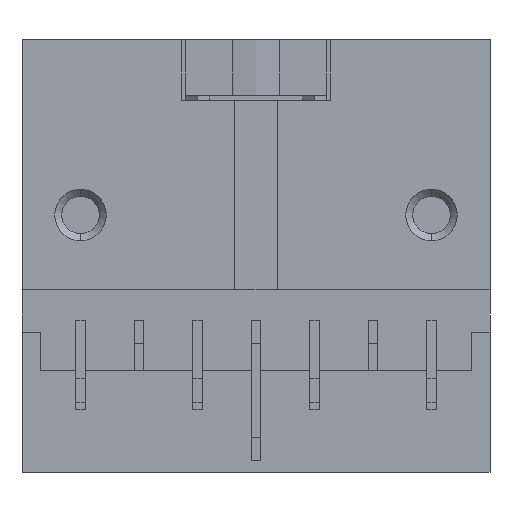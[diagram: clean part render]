
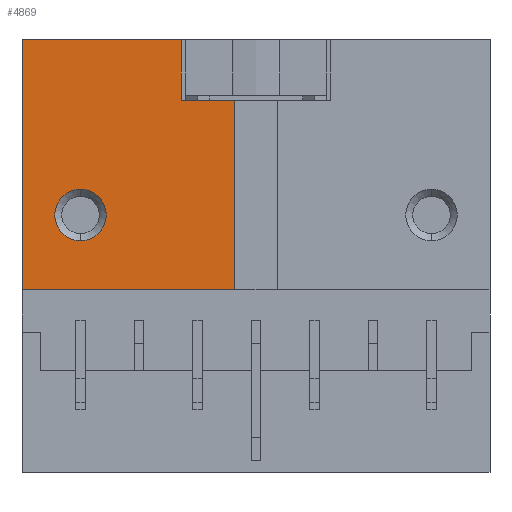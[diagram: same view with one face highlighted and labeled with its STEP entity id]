
A CAD part, front view. The second image highlights one B-rep face of the part: STEP entity #4869.
In plain terms, the highlighted planar face has unit normal (0, -1, 0).
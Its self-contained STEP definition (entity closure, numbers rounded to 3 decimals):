
#145 = CARTESIAN_POINT ( 'NONE',  ( -0.9, 0., 4.9 ) ) ;
#203 = DIRECTION ( 'NONE',  ( 0., -1., 0. ) ) ;
#307 = DIRECTION ( 'NONE',  ( 1., 0., 0. ) ) ;
#438 = VECTOR ( 'NONE', #307, 1000. ) ;
#468 = DIRECTION ( 'NONE',  ( 0., 0., -1. ) ) ;
#508 = EDGE_LOOP ( 'NONE', ( #545, #5488, #3577, #731, #5768, #8614 ) ) ;
#545 = ORIENTED_EDGE ( 'NONE', *, *, #5453, .T. ) ;
#587 = DIRECTION ( 'NONE',  ( 0., 0., 1. ) ) ;
#731 = ORIENTED_EDGE ( 'NONE', *, *, #6443, .F. ) ;
#902 = CARTESIAN_POINT ( 'NONE',  ( 0., 0., 4.9 ) ) ;
#905 = CARTESIAN_POINT ( 'NONE',  ( -10., 0., -3.2 ) ) ;
#1108 = EDGE_CURVE ( 'NONE', #6222, #7884, #3010, .T. ) ;
#1519 = DIRECTION ( 'NONE',  ( 0., 1., 0. ) ) ;
#2054 = VECTOR ( 'NONE', #5680, 1000. ) ;
#2210 = EDGE_CURVE ( 'NONE', #11621, #9713, #2498, .T. ) ;
#2432 = DIRECTION ( 'NONE',  ( 1., 0., 0. ) ) ;
#2498 = LINE ( 'NONE', #8482, #2054 ) ;
#2597 = EDGE_CURVE ( 'NONE', #10105, #8352, #6254, .T. ) ;
#2832 = CIRCLE ( 'NONE', #8321, 1.1 ) ;
#2919 = DIRECTION ( 'NONE',  ( 1., 0., 0. ) ) ;
#3010 = CIRCLE ( 'NONE', #7135, 1.1 ) ;
#3177 = CARTESIAN_POINT ( 'NONE',  ( -0.9, 0., -3.2 ) ) ;
#3305 = LINE ( 'NONE', #3494, #6040 ) ;
#3494 = CARTESIAN_POINT ( 'NONE',  ( -3.2, 0., 7.5 ) ) ;
#3577 = ORIENTED_EDGE ( 'NONE', *, *, #7504, .F. ) ;
#3676 = DIRECTION ( 'NONE',  ( 0., 1., 0. ) ) ;
#3797 = VECTOR ( 'NONE', #4675, 1000. ) ;
#4462 = FACE_OUTER_BOUND ( 'NONE', #508, .T. ) ;
#4611 = DIRECTION ( 'NONE',  ( 1., 0., 0. ) ) ;
#4675 = DIRECTION ( 'NONE',  ( 1., 0., 0. ) ) ;
#4869 = ADVANCED_FACE ( 'NONE', ( #4462, #6902 ), #11290, .T. ) ;
#5124 = VECTOR ( 'NONE', #587, 1000. ) ;
#5266 = ORIENTED_EDGE ( 'NONE', *, *, #8339, .T. ) ;
#5376 = CARTESIAN_POINT ( 'NONE',  ( -7.5, 0., 0. ) ) ;
#5453 = EDGE_CURVE ( 'NONE', #8553, #8352, #8767, .T. ) ;
#5488 = ORIENTED_EDGE ( 'NONE', *, *, #2597, .F. ) ;
#5680 = DIRECTION ( 'NONE',  ( 0., 0., 1. ) ) ;
#5768 = ORIENTED_EDGE ( 'NONE', *, *, #2210, .F. ) ;
#5859 = ORIENTED_EDGE ( 'NONE', *, *, #1108, .T. ) ;
#6040 = VECTOR ( 'NONE', #468, 1000. ) ;
#6055 = CARTESIAN_POINT ( 'NONE',  ( -7.5, 0., 1.1 ) ) ;
#6222 = VERTEX_POINT ( 'NONE', #6055 ) ;
#6254 = LINE ( 'NONE', #902, #3797 ) ;
#6443 = EDGE_CURVE ( 'NONE', #9713, #10064, #6529, .T. ) ;
#6529 = LINE ( 'NONE', #6734, #438 ) ;
#6715 = CARTESIAN_POINT ( 'NONE',  ( 0., 0., 5.7 ) ) ;
#6734 = CARTESIAN_POINT ( 'NONE',  ( 0., 0., 7.5 ) ) ;
#6902 = FACE_BOUND ( 'NONE', #9789, .T. ) ;
#7135 = AXIS2_PLACEMENT_3D ( 'NONE', #5376, #1519, #10774 ) ;
#7504 = EDGE_CURVE ( 'NONE', #10064, #10105, #3305, .T. ) ;
#7884 = VERTEX_POINT ( 'NONE', #8947 ) ;
#7925 = CARTESIAN_POINT ( 'NONE',  ( -3.2, 0., 4.9 ) ) ;
#8321 = AXIS2_PLACEMENT_3D ( 'NONE', #8486, #3676, #4611 ) ;
#8339 = EDGE_CURVE ( 'NONE', #7884, #6222, #2832, .T. ) ;
#8352 = VERTEX_POINT ( 'NONE', #145 ) ;
#8482 = CARTESIAN_POINT ( 'NONE',  ( -10., 0., 5.7 ) ) ;
#8486 = CARTESIAN_POINT ( 'NONE',  ( -7.5, 0., 0. ) ) ;
#8553 = VERTEX_POINT ( 'NONE', #3177 ) ;
#8567 = CARTESIAN_POINT ( 'NONE',  ( -3.2, 0., 7.5 ) ) ;
#8614 = ORIENTED_EDGE ( 'NONE', *, *, #8849, .T. ) ;
#8767 = LINE ( 'NONE', #11428, #5124 ) ;
#8846 = VECTOR ( 'NONE', #2432, 1000. ) ;
#8849 = EDGE_CURVE ( 'NONE', #11621, #8553, #11293, .T. ) ;
#8887 = CARTESIAN_POINT ( 'NONE',  ( -10., 0., 7.5 ) ) ;
#8947 = CARTESIAN_POINT ( 'NONE',  ( -7.5, 0., -1.1 ) ) ;
#9713 = VERTEX_POINT ( 'NONE', #8887 ) ;
#9789 = EDGE_LOOP ( 'NONE', ( #5266, #5859 ) ) ;
#10064 = VERTEX_POINT ( 'NONE', #8567 ) ;
#10105 = VERTEX_POINT ( 'NONE', #7925 ) ;
#10750 = CARTESIAN_POINT ( 'NONE',  ( -10., 0., -3.2 ) ) ;
#10774 = DIRECTION ( 'NONE',  ( 1., 0., 0. ) ) ;
#11082 = AXIS2_PLACEMENT_3D ( 'NONE', #6715, #203, #2919 ) ;
#11290 = PLANE ( 'NONE',  #11082 ) ;
#11293 = LINE ( 'NONE', #10750, #8846 ) ;
#11428 = CARTESIAN_POINT ( 'NONE',  ( -0.9, 0., -7.438 ) ) ;
#11621 = VERTEX_POINT ( 'NONE', #905 ) ;
